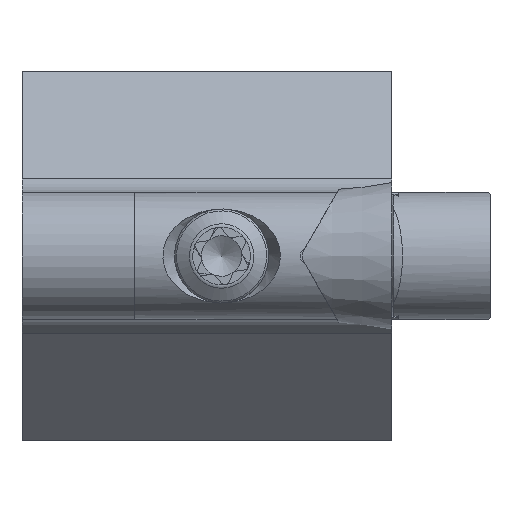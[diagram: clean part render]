
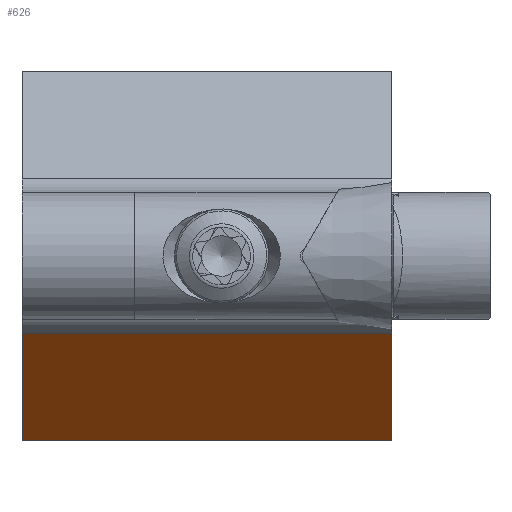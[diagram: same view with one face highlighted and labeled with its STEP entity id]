
A CAD part, left-side view. The second image highlights one B-rep face of the part: STEP entity #626.
In plain terms, the highlighted planar face has unit normal (-0.707, 0, -0.707).
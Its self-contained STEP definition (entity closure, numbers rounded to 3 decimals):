
#123=LINE('',#2686,#286);
#126=LINE('',#2695,#289);
#134=LINE('',#2713,#297);
#154=LINE('',#2800,#317);
#286=VECTOR('',#2153,1.);
#289=VECTOR('',#2160,1.);
#297=VECTOR('',#2176,1.);
#317=VECTOR('',#2214,1.);
#452=PLANE('',#1955);
#525=FACE_OUTER_BOUND('',#783,.T.);
#626=ADVANCED_FACE('',(#525),#452,.F.);
#783=EDGE_LOOP('',(#982,#983,#984,#985));
#982=ORIENTED_EDGE('',*,*,#1616,.F.);
#983=ORIENTED_EDGE('',*,*,#1657,.T.);
#984=ORIENTED_EDGE('',*,*,#1626,.F.);
#985=ORIENTED_EDGE('',*,*,#1612,.F.);
#1437=VERTEX_POINT('',#2684);
#1439=VERTEX_POINT('',#2687);
#1442=VERTEX_POINT('',#2694);
#1449=VERTEX_POINT('',#2714);
#1612=EDGE_CURVE('',#1437,#1439,#123,.T.);
#1616=EDGE_CURVE('',#1442,#1437,#126,.T.);
#1626=EDGE_CURVE('',#1439,#1449,#134,.T.);
#1657=EDGE_CURVE('',#1442,#1449,#154,.T.);
#1955=AXIS2_PLACEMENT_3D('',#2801,#2215,#2216);
#2153=DIRECTION('',(0.,1.,0.));
#2160=DIRECTION('',(0.707,0.,-0.707));
#2176=DIRECTION('',(-0.707,0.,0.707));
#2214=DIRECTION('',(0.,1.,0.));
#2215=DIRECTION('',(0.707,0.,0.707));
#2216=DIRECTION('',(0.707,0.,-0.707));
#2684=CARTESIAN_POINT('',(48.5,0.,-16.));
#2686=CARTESIAN_POINT('',(48.5,32.,-16.));
#2687=CARTESIAN_POINT('',(48.5,32.,-16.));
#2694=CARTESIAN_POINT('',(39.172,0.,-6.672));
#2695=CARTESIAN_POINT('',(48.5,0.,-16.));
#2713=CARTESIAN_POINT('',(48.5,32.,-16.));
#2714=CARTESIAN_POINT('',(39.172,32.,-6.672));
#2800=CARTESIAN_POINT('',(39.172,32.,-6.672));
#2801=CARTESIAN_POINT('',(48.5,32.,-16.));
